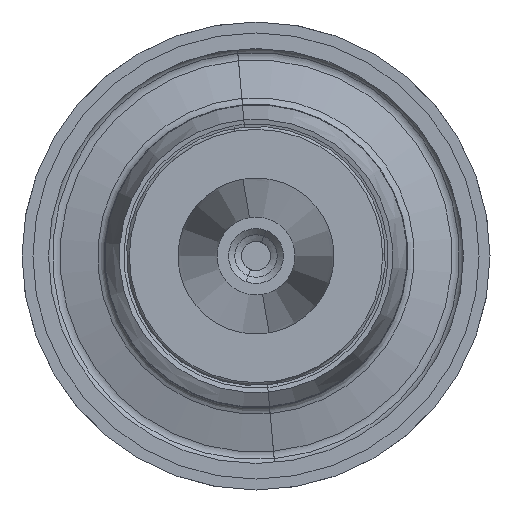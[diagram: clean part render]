
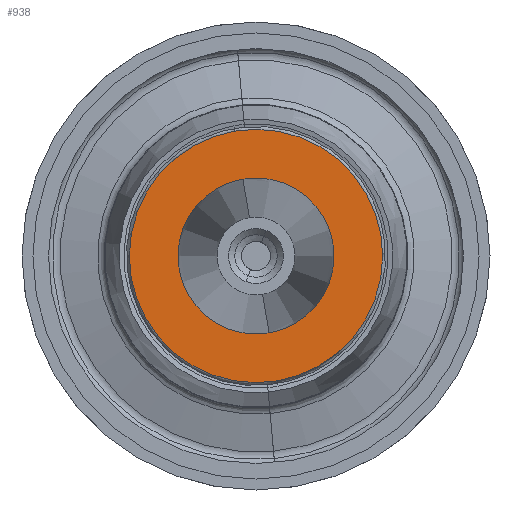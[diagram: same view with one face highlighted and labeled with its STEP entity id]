
A CAD part, front view. The second image highlights one B-rep face of the part: STEP entity #938.
In plain terms, the highlighted planar face has unit normal (0, -1, 0).
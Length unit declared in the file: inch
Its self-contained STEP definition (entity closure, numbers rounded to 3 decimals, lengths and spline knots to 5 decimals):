
#14 = FACE_BOUND ( 'NONE', #509, .T. ) ;
#15 = FACE_OUTER_BOUND ( 'NONE', #510, .T. ) ;
#88 = CIRCLE ( 'NONE', #3067, 0.25 ) ;
#99 = CIRCLE ( 'NONE', #3070, 0.406 ) ;
#509 = EDGE_LOOP ( 'NONE', ( #1434, #1510 ) ) ;
#510 = EDGE_LOOP ( 'NONE', ( #1346, #1421 ) ) ;
#636 = DIRECTION ( 'NONE',  ( -0.168, 0., 0.986 ) ) ;
#637 = DIRECTION ( 'NONE',  ( 0., 1., 0. ) ) ;
#639 = PLANE ( 'NONE',  #823 ) ;
#651 = CARTESIAN_POINT ( 'NONE',  ( 0.06802, -0.58, -0.40026 ) ) ;
#823 = AXIS2_PLACEMENT_3D ( 'NONE', #651, #637, #636 ) ;
#884 = EDGE_CURVE ( 'NONE', #2608, #2609, #99, .T. ) ;
#890 = EDGE_CURVE ( 'NONE', #2616, #2617, #88, .T. ) ;
#938 = ADVANCED_FACE ( 'NONE', ( #15, #14 ), #639, .F. ) ;
#1346 = ORIENTED_EDGE ( 'NONE', *, *, #884, .F. ) ;
#1421 = ORIENTED_EDGE ( 'NONE', *, *, #3118, .F. ) ;
#1434 = ORIENTED_EDGE ( 'NONE', *, *, #890, .T. ) ;
#1510 = ORIENTED_EDGE ( 'NONE', *, *, #3117, .T. ) ;
#1607 = DIRECTION ( 'NONE',  ( -0.168, 0., 0.986 ) ) ;
#1611 = CARTESIAN_POINT ( 'NONE',  ( 0., -0.58, 0. ) ) ;
#1614 = DIRECTION ( 'NONE',  ( 0., 1., 0. ) ) ;
#1659 = DIRECTION ( 'NONE',  ( -0.168, 0., 0.986 ) ) ;
#1660 = DIRECTION ( 'NONE',  ( 0., 1., 0. ) ) ;
#1661 = CARTESIAN_POINT ( 'NONE',  ( 0., -0.58, 0. ) ) ;
#1668 = AXIS2_PLACEMENT_3D ( 'NONE', #2917, #2918, #2919 ) ;
#1701 = AXIS2_PLACEMENT_3D ( 'NONE', #2914, #2915, #2916 ) ;
#1858 = CARTESIAN_POINT ( 'NONE',  ( -0.06802, -0.58, 0.40026 ) ) ;
#1859 = CARTESIAN_POINT ( 'NONE',  ( 0.06802, -0.58, -0.40026 ) ) ;
#1866 = CARTESIAN_POINT ( 'NONE',  ( 0.04189, -0.58, -0.24647 ) ) ;
#1867 = CARTESIAN_POINT ( 'NONE',  ( -0.04189, -0.58, 0.24647 ) ) ;
#2608 = VERTEX_POINT ( 'NONE', #1858 ) ;
#2609 = VERTEX_POINT ( 'NONE', #1859 ) ;
#2616 = VERTEX_POINT ( 'NONE', #1866 ) ;
#2617 = VERTEX_POINT ( 'NONE', #1867 ) ;
#2914 = CARTESIAN_POINT ( 'NONE',  ( 0., -0.58, 0. ) ) ;
#2915 = DIRECTION ( 'NONE',  ( 0., 1., 0. ) ) ;
#2916 = DIRECTION ( 'NONE',  ( -0.168, 0., 0.986 ) ) ;
#2917 = CARTESIAN_POINT ( 'NONE',  ( 0., -0.58, 0. ) ) ;
#2918 = DIRECTION ( 'NONE',  ( 0., 1., 0. ) ) ;
#2919 = DIRECTION ( 'NONE',  ( -0.168, 0., 0.986 ) ) ;
#3067 = AXIS2_PLACEMENT_3D ( 'NONE', #1661, #1660, #1659 ) ;
#3070 = AXIS2_PLACEMENT_3D ( 'NONE', #1611, #1614, #1607 ) ;
#3117 = EDGE_CURVE ( 'NONE', #2617, #2616, #3471, .T. ) ;
#3118 = EDGE_CURVE ( 'NONE', #2609, #2608, #3475, .T. ) ;
#3471 = CIRCLE ( 'NONE', #1701, 0.25 ) ;
#3475 = CIRCLE ( 'NONE', #1668, 0.406 ) ;
